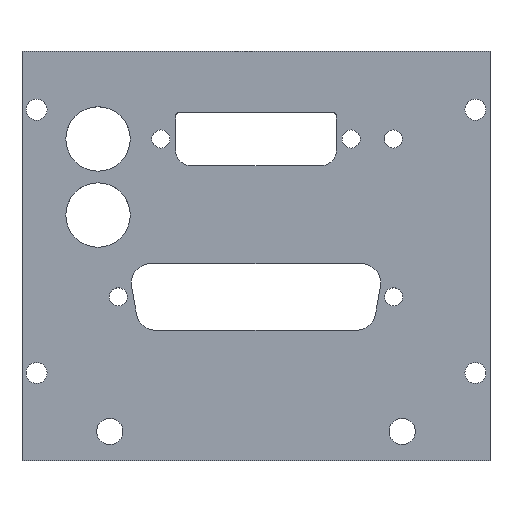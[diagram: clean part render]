
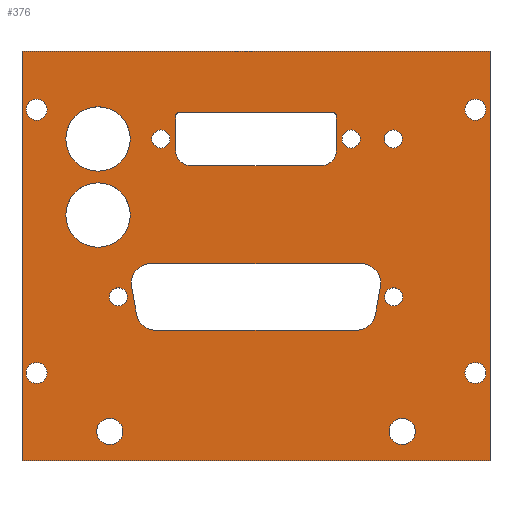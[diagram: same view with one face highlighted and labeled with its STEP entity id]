
A CAD part, top view. The second image highlights one B-rep face of the part: STEP entity #376.
In plain terms, the highlighted planar face has unit normal (0, 0, 1).
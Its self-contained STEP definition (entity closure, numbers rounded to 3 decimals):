
#13=DIRECTION('',(0.,0.,1.));
#24=VERTEX_POINT('',#25);
#25=CARTESIAN_POINT('',(-40.,-35.,5.));
#28=ORIENTED_EDGE('',*,*,#29,.T.);
#29=EDGE_CURVE('',#24,#30,#32,.T.);
#30=VERTEX_POINT('',#31);
#31=CARTESIAN_POINT('',(40.,-35.,5.));
#32=LINE('',#25,#33);
#33=VECTOR('',#34,1.);
#34=DIRECTION('',(1.,0.,0.));
#45=DIRECTION('',(0.,1.,0.));
#53=VERTEX_POINT('',#54);
#54=CARTESIAN_POINT('',(-40.,35.,5.));
#56=ORIENTED_EDGE('',*,*,#57,.T.);
#57=EDGE_CURVE('',#53,#24,#58,.T.);
#58=LINE('',#54,#59);
#59=VECTOR('',#60,1.);
#60=DIRECTION('',(0.,-1.,0.));
#71=ORIENTED_EDGE('',*,*,#72,.T.);
#72=EDGE_CURVE('',#30,#73,#75,.T.);
#73=VERTEX_POINT('',#74);
#74=CARTESIAN_POINT('',(40.,35.,5.));
#75=LINE('',#31,#76);
#76=VECTOR('',#45,1.);
#87=DIRECTION('',(-1.,0.,0.));
#96=VECTOR('',#87,1.);
#376=ADVANCED_FACE('',(#377,#382,#391,#400,#409,#418,#427,#481,#490,#499,#508,#517,#526,#578,#587,#597),#606,.T.);
#377=FACE_BOUND('',#378,.T.);
#378=EDGE_LOOP('',(#28,#71,#379,#56));
#379=ORIENTED_EDGE('',*,*,#380,.T.);
#380=EDGE_CURVE('',#73,#53,#381,.T.);
#381=LINE('',#74,#96);
#382=FACE_BOUND('',#383,.T.);
#383=EDGE_LOOP('',(#384));
#384=ORIENTED_EDGE('',*,*,#385,.F.);
#385=EDGE_CURVE('',#386,#386,#388,.T.);
#386=VERTEX_POINT('',#387);
#387=CARTESIAN_POINT('',(-22.75,-30.,5.));
#388=CIRCLE('',#389,2.25);
#389=AXIS2_PLACEMENT_3D('',#390,#13,#34);
#390=CARTESIAN_POINT('',(-25.,-30.,5.));
#391=FACE_BOUND('',#392,.T.);
#392=EDGE_LOOP('',(#393));
#393=ORIENTED_EDGE('',*,*,#394,.F.);
#394=EDGE_CURVE('',#395,#395,#397,.T.);
#395=VERTEX_POINT('',#396);
#396=CARTESIAN_POINT('',(-35.7,-20.,5.));
#397=CIRCLE('',#398,1.8);
#398=AXIS2_PLACEMENT_3D('',#399,#13,#34);
#399=CARTESIAN_POINT('',(-37.5,-20.,5.));
#400=FACE_BOUND('',#401,.T.);
#401=EDGE_LOOP('',(#402));
#402=ORIENTED_EDGE('',*,*,#403,.F.);
#403=EDGE_CURVE('',#404,#404,#406,.T.);
#404=VERTEX_POINT('',#405);
#405=CARTESIAN_POINT('',(-21.97,-7.,5.));
#406=CIRCLE('',#407,1.55);
#407=AXIS2_PLACEMENT_3D('',#408,#13,#34);
#408=CARTESIAN_POINT('',(-23.52,-7.,5.));
#409=FACE_BOUND('',#410,.T.);
#410=EDGE_LOOP('',(#411));
#411=ORIENTED_EDGE('',*,*,#412,.F.);
#412=EDGE_CURVE('',#413,#413,#415,.T.);
#413=VERTEX_POINT('',#414);
#414=CARTESIAN_POINT('',(27.25,-30.,5.));
#415=CIRCLE('',#416,2.25);
#416=AXIS2_PLACEMENT_3D('',#417,#13,#34);
#417=CARTESIAN_POINT('',(25.,-30.,5.));
#418=FACE_BOUND('',#419,.T.);
#419=EDGE_LOOP('',(#420));
#420=ORIENTED_EDGE('',*,*,#421,.F.);
#421=EDGE_CURVE('',#422,#422,#424,.T.);
#422=VERTEX_POINT('',#423);
#423=CARTESIAN_POINT('',(39.3,-20.,5.));
#424=CIRCLE('',#425,1.8);
#425=AXIS2_PLACEMENT_3D('',#426,#13,#34);
#426=CARTESIAN_POINT('',(37.5,-20.,5.));
#427=FACE_BOUND('',#428,.T.);
#428=EDGE_LOOP('',(#429,#438,#445,#450,#457,#464,#471,#476));
#429=ORIENTED_EDGE('',*,*,#430,.F.);
#430=EDGE_CURVE('',#431,#433,#435,.T.);
#431=VERTEX_POINT('',#432);
#432=CARTESIAN_POINT('',(-21.26,-5.232,5.));
#433=VERTEX_POINT('',#434);
#434=CARTESIAN_POINT('',(-20.431,-9.932,5.));
#435=LINE('',#432,#436);
#436=VECTOR('',#437,1.);
#437=DIRECTION('',(0.174,-0.985,0.));
#438=ORIENTED_EDGE('',*,*,#439,.F.);
#439=EDGE_CURVE('',#440,#431,#442,.T.);
#440=VERTEX_POINT('',#441);
#441=CARTESIAN_POINT('',(-17.961,-1.3,5.));
#442=CIRCLE('',#443,3.35);
#443=AXIS2_PLACEMENT_3D('',#444,#13,#34);
#444=CARTESIAN_POINT('',(-17.961,-4.65,5.));
#445=ORIENTED_EDGE('',*,*,#446,.F.);
#446=EDGE_CURVE('',#447,#440,#449,.T.);
#447=VERTEX_POINT('',#448);
#448=CARTESIAN_POINT('',(17.961,-1.3,5.));
#449=LINE('',#448,#96);
#450=ORIENTED_EDGE('',*,*,#451,.F.);
#451=EDGE_CURVE('',#452,#447,#454,.T.);
#452=VERTEX_POINT('',#453);
#453=CARTESIAN_POINT('',(21.26,-5.232,5.));
#454=CIRCLE('',#455,3.35);
#455=AXIS2_PLACEMENT_3D('',#456,#13,#34);
#456=CARTESIAN_POINT('',(17.961,-4.65,5.));
#457=ORIENTED_EDGE('',*,*,#458,.F.);
#458=EDGE_CURVE('',#459,#452,#461,.T.);
#459=VERTEX_POINT('',#460);
#460=CARTESIAN_POINT('',(20.431,-9.932,5.));
#461=LINE('',#460,#462);
#462=VECTOR('',#463,1.);
#463=DIRECTION('',(0.174,0.985,0.));
#464=ORIENTED_EDGE('',*,*,#465,.F.);
#465=EDGE_CURVE('',#466,#459,#468,.T.);
#466=VERTEX_POINT('',#467);
#467=CARTESIAN_POINT('',(17.132,-12.7,5.));
#468=CIRCLE('',#469,3.35);
#469=AXIS2_PLACEMENT_3D('',#470,#13,#34);
#470=CARTESIAN_POINT('',(17.132,-9.35,5.));
#471=ORIENTED_EDGE('',*,*,#472,.F.);
#472=EDGE_CURVE('',#473,#466,#475,.T.);
#473=VERTEX_POINT('',#474);
#474=CARTESIAN_POINT('',(-17.132,-12.7,5.));
#475=LINE('',#474,#33);
#476=ORIENTED_EDGE('',*,*,#477,.F.);
#477=EDGE_CURVE('',#433,#473,#478,.T.);
#478=CIRCLE('',#479,3.35);
#479=AXIS2_PLACEMENT_3D('',#480,#13,#34);
#480=CARTESIAN_POINT('',(-17.132,-9.35,5.));
#481=FACE_BOUND('',#482,.T.);
#482=EDGE_LOOP('',(#483));
#483=ORIENTED_EDGE('',*,*,#484,.F.);
#484=EDGE_CURVE('',#485,#485,#487,.T.);
#485=VERTEX_POINT('',#486);
#486=CARTESIAN_POINT('',(25.07,-7.,5.));
#487=CIRCLE('',#488,1.55);
#488=AXIS2_PLACEMENT_3D('',#489,#13,#34);
#489=CARTESIAN_POINT('',(23.52,-7.,5.));
#490=FACE_BOUND('',#491,.T.);
#491=EDGE_LOOP('',(#492));
#492=ORIENTED_EDGE('',*,*,#493,.F.);
#493=EDGE_CURVE('',#494,#494,#496,.T.);
#494=VERTEX_POINT('',#495);
#495=CARTESIAN_POINT('',(-21.5,7.,5.));
#496=CIRCLE('',#497,5.5);
#497=AXIS2_PLACEMENT_3D('',#498,#13,#34);
#498=CARTESIAN_POINT('',(-27.,7.,5.));
#499=FACE_BOUND('',#500,.T.);
#500=EDGE_LOOP('',(#501));
#501=ORIENTED_EDGE('',*,*,#502,.F.);
#502=EDGE_CURVE('',#503,#503,#505,.T.);
#503=VERTEX_POINT('',#504);
#504=CARTESIAN_POINT('',(-35.7,25.,5.));
#505=CIRCLE('',#506,1.8);
#506=AXIS2_PLACEMENT_3D('',#507,#13,#34);
#507=CARTESIAN_POINT('',(-37.5,25.,5.));
#508=FACE_BOUND('',#509,.T.);
#509=EDGE_LOOP('',(#510));
#510=ORIENTED_EDGE('',*,*,#511,.F.);
#511=EDGE_CURVE('',#512,#512,#514,.T.);
#512=VERTEX_POINT('',#513);
#513=CARTESIAN_POINT('',(-21.5,20.,5.));
#514=CIRCLE('',#515,5.5);
#515=AXIS2_PLACEMENT_3D('',#516,#13,#34);
#516=CARTESIAN_POINT('',(-27.,20.,5.));
#517=FACE_BOUND('',#518,.T.);
#518=EDGE_LOOP('',(#519));
#519=ORIENTED_EDGE('',*,*,#520,.F.);
#520=EDGE_CURVE('',#521,#521,#523,.T.);
#521=VERTEX_POINT('',#522);
#522=CARTESIAN_POINT('',(-14.705,20.,5.));
#523=CIRCLE('',#524,1.55);
#524=AXIS2_PLACEMENT_3D('',#525,#13,#34);
#525=CARTESIAN_POINT('',(-16.255,20.,5.));
#526=FACE_BOUND('',#527,.T.);
#527=EDGE_LOOP('',(#528,#535,#542,#547,#554,#561,#568,#573));
#528=ORIENTED_EDGE('',*,*,#529,.F.);
#529=EDGE_CURVE('',#530,#532,#534,.T.);
#530=VERTEX_POINT('',#531);
#531=CARTESIAN_POINT('',(-13.715,23.94,5.));
#532=VERTEX_POINT('',#533);
#533=CARTESIAN_POINT('',(-13.715,17.97,5.));
#534=LINE('',#531,#59);
#535=ORIENTED_EDGE('',*,*,#536,.F.);
#536=EDGE_CURVE('',#537,#530,#539,.T.);
#537=VERTEX_POINT('',#538);
#538=CARTESIAN_POINT('',(-13.085,24.57,5.));
#539=CIRCLE('',#540,0.63);
#540=AXIS2_PLACEMENT_3D('',#541,#13,#34);
#541=CARTESIAN_POINT('',(-13.085,23.94,5.));
#542=ORIENTED_EDGE('',*,*,#543,.F.);
#543=EDGE_CURVE('',#544,#537,#546,.T.);
#544=VERTEX_POINT('',#545);
#545=CARTESIAN_POINT('',(13.085,24.57,5.));
#546=LINE('',#545,#96);
#547=ORIENTED_EDGE('',*,*,#548,.F.);
#548=EDGE_CURVE('',#549,#544,#551,.T.);
#549=VERTEX_POINT('',#550);
#550=CARTESIAN_POINT('',(13.715,23.94,5.));
#551=CIRCLE('',#552,0.63);
#552=AXIS2_PLACEMENT_3D('',#553,#13,#34);
#553=CARTESIAN_POINT('',(13.085,23.94,5.));
#554=ORIENTED_EDGE('',*,*,#555,.F.);
#555=EDGE_CURVE('',#556,#549,#558,.T.);
#556=VERTEX_POINT('',#557);
#557=CARTESIAN_POINT('',(13.715,17.97,5.));
#558=LINE('',#557,#559);
#559=VECTOR('',#560,1.);
#560=DIRECTION('',(0.,1.,0.));
#561=ORIENTED_EDGE('',*,*,#562,.F.);
#562=EDGE_CURVE('',#563,#556,#565,.T.);
#563=VERTEX_POINT('',#564);
#564=CARTESIAN_POINT('',(11.175,15.43,5.));
#565=CIRCLE('',#566,2.54);
#566=AXIS2_PLACEMENT_3D('',#567,#13,#34);
#567=CARTESIAN_POINT('',(11.175,17.97,5.));
#568=ORIENTED_EDGE('',*,*,#569,.F.);
#569=EDGE_CURVE('',#570,#563,#572,.T.);
#570=VERTEX_POINT('',#571);
#571=CARTESIAN_POINT('',(-11.175,15.43,5.));
#572=LINE('',#571,#33);
#573=ORIENTED_EDGE('',*,*,#574,.F.);
#574=EDGE_CURVE('',#532,#570,#575,.T.);
#575=CIRCLE('',#576,2.54);
#576=AXIS2_PLACEMENT_3D('',#577,#13,#34);
#577=CARTESIAN_POINT('',(-11.175,17.97,5.));
#578=FACE_BOUND('',#579,.T.);
#579=EDGE_LOOP('',(#580));
#580=ORIENTED_EDGE('',*,*,#581,.F.);
#581=EDGE_CURVE('',#582,#582,#584,.T.);
#582=VERTEX_POINT('',#583);
#583=CARTESIAN_POINT('',(17.805,20.,5.));
#584=CIRCLE('',#585,1.55);
#585=AXIS2_PLACEMENT_3D('',#586,#13,#34);
#586=CARTESIAN_POINT('',(16.255,20.,5.));
#587=FACE_BOUND('',#588,.T.);
#588=EDGE_LOOP('',(#589));
#589=ORIENTED_EDGE('',*,*,#590,.F.);
#590=EDGE_CURVE('',#591,#591,#593,.T.);
#591=VERTEX_POINT('',#592);
#592=CARTESIAN_POINT('',(21.9,20.,5.));
#593=CIRCLE('',#594,1.55);
#594=AXIS2_PLACEMENT_3D('',#595,#596,#87);
#595=CARTESIAN_POINT('',(23.45,20.,5.));
#596=DIRECTION('',(0.,-0.,1.));
#597=FACE_BOUND('',#598,.T.);
#598=EDGE_LOOP('',(#599));
#599=ORIENTED_EDGE('',*,*,#600,.F.);
#600=EDGE_CURVE('',#601,#601,#603,.T.);
#601=VERTEX_POINT('',#602);
#602=CARTESIAN_POINT('',(39.3,25.,5.));
#603=CIRCLE('',#604,1.8);
#604=AXIS2_PLACEMENT_3D('',#605,#13,#34);
#605=CARTESIAN_POINT('',(37.5,25.,5.));
#606=PLANE('',#607);
#607=AXIS2_PLACEMENT_3D('',#608,#13,#34);
#608=CARTESIAN_POINT('',(0.,0.,5.));
